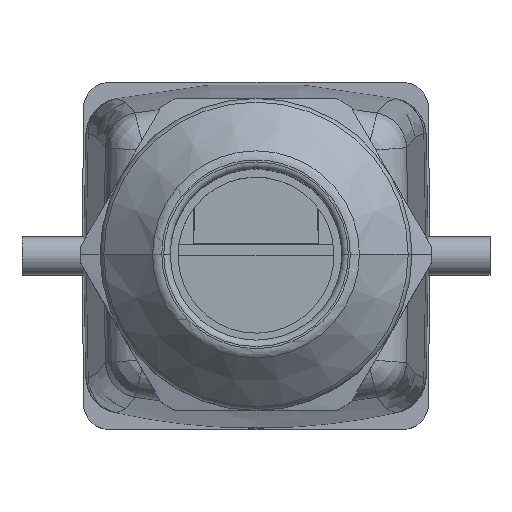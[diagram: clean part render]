
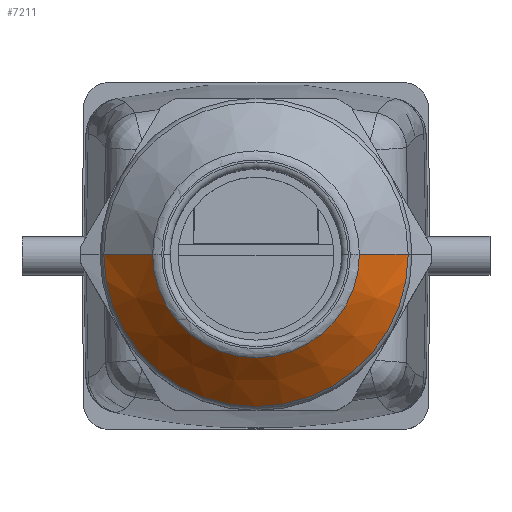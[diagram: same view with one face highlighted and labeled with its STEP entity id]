
A CAD part, top view. The second image highlights one B-rep face of the part: STEP entity #7211.
In plain terms, the highlighted conical face has half-angle 45 degrees and reference radius 11.707 mm.
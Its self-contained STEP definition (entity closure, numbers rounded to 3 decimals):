
#7120=AXIS2_PLACEMENT_3D('Circle Axis2P3D',#7118,#7119,$) ;
#7168=AXIS2_PLACEMENT_3D('Circle Axis2P3D',#7166,#7167,$) ;
#7203=AXIS2_PLACEMENT_3D('Cone Axis2P3D',#7200,#7201,#7202) ;
#7091=CARTESIAN_POINT('Vertex',(6.293,13.35,86.827)) ;
#7098=CARTESIAN_POINT('Vertex',(29.707,13.35,86.827)) ;
#7118=CARTESIAN_POINT('Axis2P3D Location',(18.,13.35,86.827)) ;
#7139=CARTESIAN_POINT('Vertex',(25.957,13.35,90.577)) ;
#7141=CARTESIAN_POINT('Vertex',(10.043,13.35,90.577)) ;
#7166=CARTESIAN_POINT('Axis2P3D Location',(18.,13.35,90.577)) ;
#7183=CARTESIAN_POINT('Line Origine',(353577.244,13.35,-353460.71)) ;
#7188=CARTESIAN_POINT('Line Origine',(-353541.244,13.35,-353460.71)) ;
#7200=CARTESIAN_POINT('Axis2P3D Location',(18.,13.35,86.827)) ;
#7119=DIRECTION('Axis2P3D Direction',(0.,0.,1.)) ;
#7167=DIRECTION('Axis2P3D Direction',(0.,0.,1.)) ;
#7184=DIRECTION('Vector Direction',(0.707,0.,-0.707)) ;
#7189=DIRECTION('Vector Direction',(-0.707,0.,-0.707)) ;
#7201=DIRECTION('Axis2P3D Direction',(0.,0.,-1.)) ;
#7202=DIRECTION('Axis2P3D XDirection',(1.,0.,0.)) ;
#7185=VECTOR('Line Direction',#7184,1.) ;
#7190=VECTOR('Line Direction',#7189,1.) ;
#7206=ORIENTED_EDGE('',*,*,#7187,.F.) ;
#7207=ORIENTED_EDGE('',*,*,#7170,.F.) ;
#7208=ORIENTED_EDGE('',*,*,#7192,.T.) ;
#7209=ORIENTED_EDGE('',*,*,#7122,.T.) ;
#7211=ADVANCED_FACE('350_WI_V05_KOMP.1\\ST_V05_IE3.1\\CHA_VG_V5_IP67_HART_798277.1\\NONE',(#7210),#7204,.T.) ;
#7121=CIRCLE('generated circle',#7120,11.707) ;
#7169=CIRCLE('generated circle',#7168,7.957) ;
#7204=CONICAL_SURFACE('Cone',#7203,11.707,0.785) ;
#7122=EDGE_CURVE('',#7092,#7099,#7121,.T.) ;
#7170=EDGE_CURVE('',#7142,#7140,#7169,.T.) ;
#7187=EDGE_CURVE('',#7140,#7099,#7186,.T.) ;
#7192=EDGE_CURVE('',#7142,#7092,#7191,.T.) ;
#7205=EDGE_LOOP('',(#7206,#7207,#7208,#7209)) ;
#7210=FACE_OUTER_BOUND('',#7205,.T.) ;
#7186=LINE('Line',#7183,#7185) ;
#7191=LINE('Line',#7188,#7190) ;
#7092=VERTEX_POINT('',#7091) ;
#7099=VERTEX_POINT('',#7098) ;
#7140=VERTEX_POINT('',#7139) ;
#7142=VERTEX_POINT('',#7141) ;
